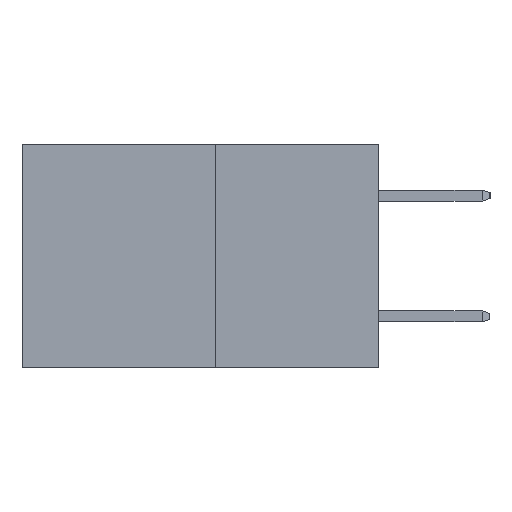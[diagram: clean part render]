
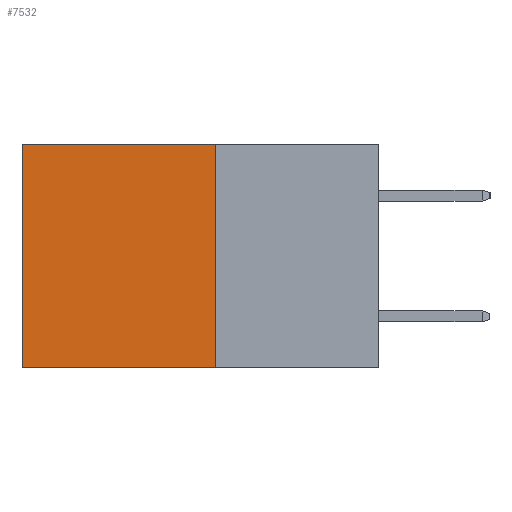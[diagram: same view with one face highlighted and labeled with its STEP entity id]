
A CAD part, left-side view. The second image highlights one B-rep face of the part: STEP entity #7532.
In plain terms, the highlighted planar face has unit normal (-1, 0, 0).
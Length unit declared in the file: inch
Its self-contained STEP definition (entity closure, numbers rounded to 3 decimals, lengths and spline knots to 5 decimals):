
#662 = DIRECTION ( 'NONE',  ( 0., 1., 0. ) ) ;
#671 = CARTESIAN_POINT ( 'NONE',  ( 0.277, 0.27, 0. ) ) ;
#1243 = ORIENTED_EDGE ( 'NONE', *, *, #5117, .F. ) ;
#1956 = LINE ( 'NONE', #3438, #3883 ) ;
#2326 = VERTEX_POINT ( 'NONE', #9851 ) ;
#3138 = VECTOR ( 'NONE', #4341, 39.37008 ) ;
#3313 = EDGE_CURVE ( 'NONE', #3401, #2326, #10205, .T. ) ;
#3392 = LINE ( 'NONE', #9984, #3138 ) ;
#3401 = VERTEX_POINT ( 'NONE', #6582 ) ;
#3438 = CARTESIAN_POINT ( 'NONE',  ( 0.277, 0.27, 0. ) ) ;
#3474 = ORIENTED_EDGE ( 'NONE', *, *, #9958, .F. ) ;
#3539 = EDGE_CURVE ( 'NONE', #7242, #3401, #1956, .T. ) ;
#3687 = FACE_OUTER_BOUND ( 'NONE', #4538, .T. ) ;
#3757 = VECTOR ( 'NONE', #7329, 39.37008 ) ;
#3883 = VECTOR ( 'NONE', #662, 39.37008 ) ;
#4334 = CARTESIAN_POINT ( 'NONE',  ( 0.277, 0.27, -0.37 ) ) ;
#4341 = DIRECTION ( 'NONE',  ( 0., 0., -1. ) ) ;
#4538 = EDGE_LOOP ( 'NONE', ( #5319, #1243, #3474, #5561 ) ) ;
#5117 = EDGE_CURVE ( 'NONE', #6248, #2326, #10059, .T. ) ;
#5122 = PLANE ( 'NONE',  #5243 ) ;
#5243 = AXIS2_PLACEMENT_3D ( 'NONE', #4334, #8390, #5934 ) ;
#5319 = ORIENTED_EDGE ( 'NONE', *, *, #3313, .T. ) ;
#5561 = ORIENTED_EDGE ( 'NONE', *, *, #3539, .T. ) ;
#5934 = DIRECTION ( 'NONE',  ( 0., 0., -1. ) ) ;
#6248 = VERTEX_POINT ( 'NONE', #7736 ) ;
#6582 = CARTESIAN_POINT ( 'NONE',  ( 0.277, 0.59, 0. ) ) ;
#7242 = VERTEX_POINT ( 'NONE', #671 ) ;
#7329 = DIRECTION ( 'NONE',  ( 0., 0., -1. ) ) ;
#7425 = CARTESIAN_POINT ( 'NONE',  ( 0.277, 0.59, -0.37 ) ) ;
#7532 = ADVANCED_FACE ( 'NONE', ( #3687 ), #5122, .F. ) ;
#7736 = CARTESIAN_POINT ( 'NONE',  ( 0.277, 0.27, -0.37 ) ) ;
#7924 = VECTOR ( 'NONE', #10569, 39.37008 ) ;
#8390 = DIRECTION ( 'NONE',  ( 1., 0., 0. ) ) ;
#8958 = CARTESIAN_POINT ( 'NONE',  ( 0.277, 0.27, -0.37 ) ) ;
#9851 = CARTESIAN_POINT ( 'NONE',  ( 0.277, 0.59, -0.37 ) ) ;
#9958 = EDGE_CURVE ( 'NONE', #7242, #6248, #3392, .T. ) ;
#9984 = CARTESIAN_POINT ( 'NONE',  ( 0.277, 0.27, -0.37 ) ) ;
#10059 = LINE ( 'NONE', #8958, #7924 ) ;
#10205 = LINE ( 'NONE', #7425, #3757 ) ;
#10569 = DIRECTION ( 'NONE',  ( 0., 1., 0. ) ) ;
